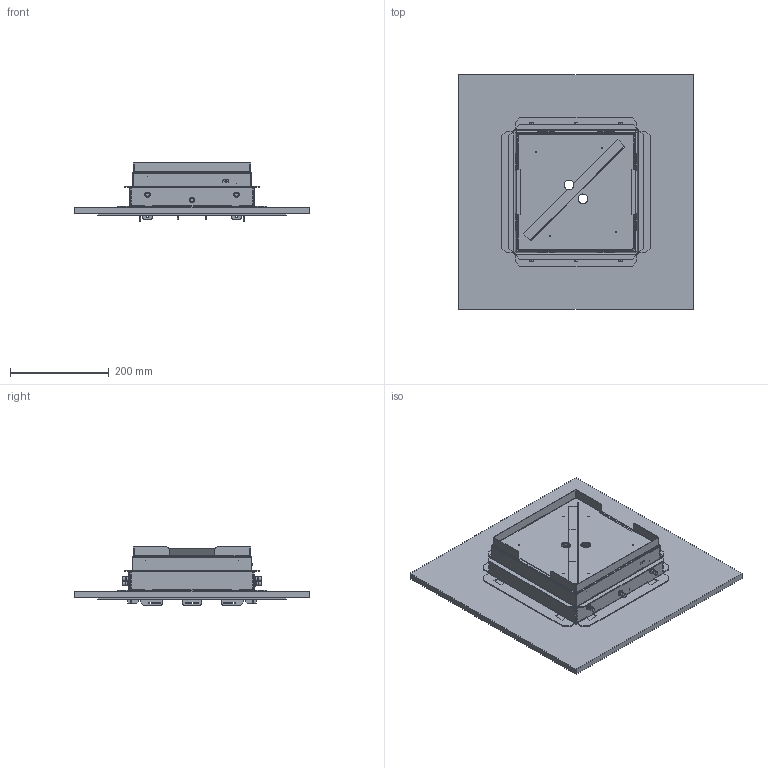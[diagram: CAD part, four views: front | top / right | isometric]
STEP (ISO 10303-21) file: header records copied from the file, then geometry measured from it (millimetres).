
FILE_DESCRIPTION (( 'STEP AP214' ), '1' );
FILE_NAME ('7409625_VA_Tubus.STEP', '2023-12-13T10:10:31', ( '' ), ( '' ), 'SwSTEP 2.0', 'SolidWorks 2022', '' );
FILE_SCHEMA (( 'AUTOMOTIVE_DESIGN' ));
Length unit declared in the file: millimetre
Products named in the file (33): 046559_Gewindelänge 20 mm; 179075; 178600_H=25 mm Nutzhöhe Tubus; 178601_Tubus H=25 mm; 253592_Standard; 195112; 35104262_Standard; 081520_Standard; 179074_Dichtung; P_0000013461_1; 034042_43000138; 036179_Standard; P_39411020_1_Standard; 111946_Darstellung für Teleskopring; 036161_Standard; 253600; 253591_H=25 Blind und Tubus; 081518_Standard; 179073; 178599_Ausführung "Tubus" RK..9; 036159_Standard; 253593_Mit Kragen; serrated lock washer 1_din_DIN 6798-A6.4; P_0000004761_1_Standard; 155473_Standard; 253596_Mit Kragen; 036160_Standard; 178598; 253671_Kombinierte Version für 250er Dose für R9 und 9; 250711_Standard; P_0000013481_1_Standard; 081519_Standard; 7409625_VA_Tubus
Assembly tree (51 placements, depth 3):
  7409625_VA_Tubus
    253596_Mit Kragen
      253593_Mit Kragen
      P_0000013461_1  x6
    253600
      253591_H=25 Blind und Tubus
      253592_Standard
      35104262_Standard
    155473_Standard  x2
    P_0000013481_1_Standard  x6
    081520_Standard
      081518_Standard
      081519_Standard
    253671_Kombinierte Version für 250er Dose für R9 und 9
    250711_Standard
    178601_Tubus H=25 mm
      178600_H=25 mm Nutzhöhe Tubus
      178599_Ausführung "Tubus" RK..9
      178598
      036159_Standard
      195112  x3
      036161_Standard  x2
      036179_Standard
      111946_Darstellung für Teleskopring
      P_0000004761_1_Standard
      P_39411020_1_Standard
      036160_Standard
      034042_43000138
      046559_Gewindelänge 20 mm  x3
    179075
      179074_Dichtung
      179073
    serrated lock washer 1_din_DIN 6798-A6.4  x4
Bounding box: 475 x 475 x 117.5 mm (x, y, z)
Volume: 3303223.9 mm3; surface area: 1581211.6 mm2
Topology: 46 solids, 46 shells, 5155 faces, 13194 edges, 8156 vertices
Faces by surface type: plane 2255, cylinder 1486, cone 507, bspline 391, torus 320, sphere 196
Entity records: 132822 total; most frequent: CARTESIAN_POINT 31544, ORIENTED_EDGE 20216, DIRECTION 19830, EDGE_CURVE 10108, AXIS2_PLACEMENT_3D 7094, VERTEX_POINT 6354, LINE 5642, VECTOR 5642
